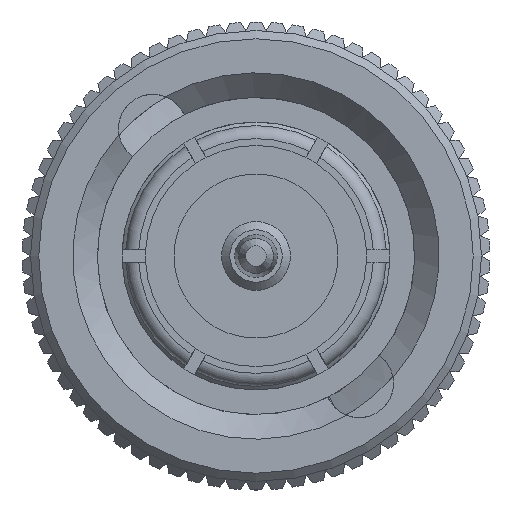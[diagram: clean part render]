
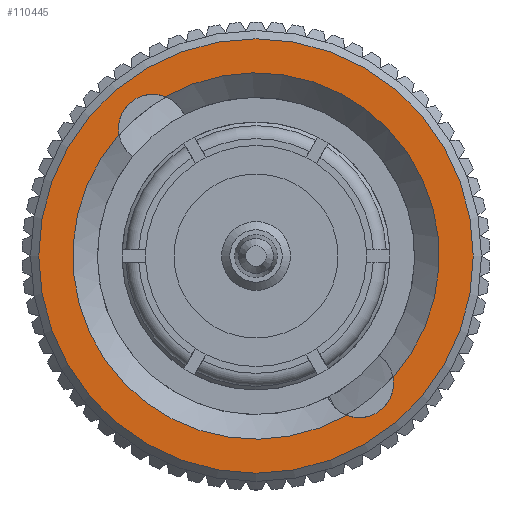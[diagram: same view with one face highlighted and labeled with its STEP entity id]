
A CAD part, left-side view. The second image highlights one B-rep face of the part: STEP entity #110445.
In plain terms, the highlighted planar face has unit normal (-1, 0, 0).
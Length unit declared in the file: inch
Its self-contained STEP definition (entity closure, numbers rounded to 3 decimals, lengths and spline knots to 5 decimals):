
#370 = CARTESIAN_POINT ( 'NONE',  ( 0., 0., -0.265 ) ) ;
#9638 = ORIENTED_EDGE ( 'NONE', *, *, #69644, .T. ) ;
#11338 = DIRECTION ( 'NONE',  ( 0., 0., -1. ) ) ;
#17802 = DIRECTION ( 'NONE',  ( 1., 0., 0. ) ) ;
#18355 = CARTESIAN_POINT ( 'NONE',  ( 0., 0., 0. ) ) ;
#20404 = DIRECTION ( 'NONE',  ( 0., 0., -1. ) ) ;
#20688 = CIRCLE ( 'NONE', #33744, 0.2235 ) ;
#27640 = ORIENTED_EDGE ( 'NONE', *, *, #107444, .T. ) ;
#33744 = AXIS2_PLACEMENT_3D ( 'NONE', #128438, #129122, #130432 ) ;
#34804 = ORIENTED_EDGE ( 'NONE', *, *, #38819, .F. ) ;
#38525 = CIRCLE ( 'NONE', #71273, 0.0419 ) ;
#38819 = EDGE_CURVE ( 'NONE', #87101, #119457, #38525, .T. ) ;
#39475 = CIRCLE ( 'NONE', #126770, 0.0419 ) ;
#47061 = DIRECTION ( 'NONE',  ( -1., 0., 0. ) ) ;
#49207 = CARTESIAN_POINT ( 'NONE',  ( 0., 0., 0. ) ) ;
#52466 = DIRECTION ( 'NONE',  ( 1., 0., 0. ) ) ;
#56041 = DIRECTION ( 'NONE',  ( -1., 0., 0. ) ) ;
#61373 = FACE_BOUND ( 'NONE', #63097, .T. ) ;
#62563 = DIRECTION ( 'NONE',  ( -1., 0., 0. ) ) ;
#63097 = EDGE_LOOP ( 'NONE', ( #117245, #91375, #34804, #9638 ) ) ;
#64189 = CARTESIAN_POINT ( 'NONE',  ( 0., 0.16721, 0.1483 ) ) ;
#65643 = DIRECTION ( 'NONE',  ( 0., 0., -1. ) ) ;
#67713 = AXIS2_PLACEMENT_3D ( 'NONE', #124061, #62563, #11338 ) ;
#69644 = EDGE_CURVE ( 'NONE', #87101, #93597, #107039, .T. ) ;
#70068 = EDGE_LOOP ( 'NONE', ( #27640 ) ) ;
#71273 = AXIS2_PLACEMENT_3D ( 'NONE', #128463, #56041, #65643 ) ;
#71960 = EDGE_CURVE ( 'NONE', #113394, #93597, #39475, .T. ) ;
#72299 = FACE_OUTER_BOUND ( 'NONE', #70068, .T. ) ;
#77486 = CARTESIAN_POINT ( 'NONE',  ( 0., 0.11042, 0.19432 ) ) ;
#87101 = VERTEX_POINT ( 'NONE', #77486 ) ;
#89636 = AXIS2_PLACEMENT_3D ( 'NONE', #18355, #52466, #20404 ) ;
#90900 = DIRECTION ( 'NONE',  ( 0., 0., -1. ) ) ;
#91375 = ORIENTED_EDGE ( 'NONE', *, *, #131490, .T. ) ;
#93597 = VERTEX_POINT ( 'NONE', #121936 ) ;
#99025 = CARTESIAN_POINT ( 'NONE',  ( 0., -0.12592, -0.15539 ) ) ;
#102019 = CARTESIAN_POINT ( 'NONE',  ( 0., -0.11042, -0.19432 ) ) ;
#107039 = CIRCLE ( 'NONE', #124435, 0.2235 ) ;
#107444 = EDGE_CURVE ( 'NONE', #128617, #128617, #113509, .T. ) ;
#109968 = DIRECTION ( 'NONE',  ( 0., 0., -1. ) ) ;
#110445 = ADVANCED_FACE ( 'NONE', ( #61373, #72299 ), #113987, .F. ) ;
#113394 = VERTEX_POINT ( 'NONE', #102019 ) ;
#113509 = CIRCLE ( 'NONE', #67713, 0.265 ) ;
#113987 = PLANE ( 'NONE',  #89636 ) ;
#117245 = ORIENTED_EDGE ( 'NONE', *, *, #71960, .F. ) ;
#119457 = VERTEX_POINT ( 'NONE', #64189 ) ;
#121936 = CARTESIAN_POINT ( 'NONE',  ( 0., -0.16721, -0.1483 ) ) ;
#124061 = CARTESIAN_POINT ( 'NONE',  ( 0., 0., 0. ) ) ;
#124435 = AXIS2_PLACEMENT_3D ( 'NONE', #49207, #17802, #90900 ) ;
#126770 = AXIS2_PLACEMENT_3D ( 'NONE', #99025, #47061, #109968 ) ;
#128438 = CARTESIAN_POINT ( 'NONE',  ( 0., 0., 0. ) ) ;
#128463 = CARTESIAN_POINT ( 'NONE',  ( 0., 0.12592, 0.15539 ) ) ;
#128617 = VERTEX_POINT ( 'NONE', #370 ) ;
#129122 = DIRECTION ( 'NONE',  ( 1., 0., 0. ) ) ;
#130432 = DIRECTION ( 'NONE',  ( 0., 0., -1. ) ) ;
#131490 = EDGE_CURVE ( 'NONE', #113394, #119457, #20688, .T. ) ;
